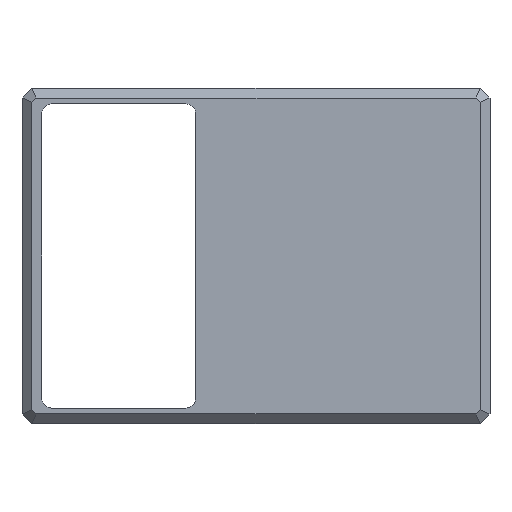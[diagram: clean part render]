
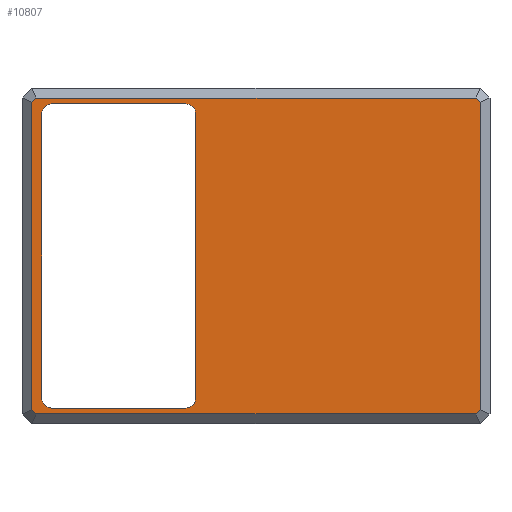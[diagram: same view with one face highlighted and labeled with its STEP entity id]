
A CAD part, front view. The second image highlights one B-rep face of the part: STEP entity #10807.
In plain terms, the highlighted planar face has unit normal (0, -1, 0).
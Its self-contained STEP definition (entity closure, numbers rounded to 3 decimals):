
#82 = DIRECTION ( 'NONE',  ( 0., 1., 0. ) ) ;
#231 = VERTEX_POINT ( 'NONE', #13660 ) ;
#315 = DIRECTION ( 'NONE',  ( -1., 0., 0. ) ) ;
#465 = LINE ( 'NONE', #11062, #1771 ) ;
#502 = VERTEX_POINT ( 'NONE', #6470 ) ;
#508 = VERTEX_POINT ( 'NONE', #17178 ) ;
#680 = DIRECTION ( 'NONE',  ( 0., 0., 1. ) ) ;
#745 = CARTESIAN_POINT ( 'NONE',  ( -113.5, 0., -77.929 ) ) ;
#794 = VERTEX_POINT ( 'NONE', #3202 ) ;
#861 = VERTEX_POINT ( 'NONE', #745 ) ;
#912 = DIRECTION ( 'NONE',  ( 1., 0., 0. ) ) ;
#1188 = DIRECTION ( 'NONE',  ( 0., 0., -1. ) ) ;
#1328 = CIRCLE ( 'NONE', #14297, 5. ) ;
#1471 = CARTESIAN_POINT ( 'NONE',  ( -108.5, 0., 72. ) ) ;
#1623 = CARTESIAN_POINT ( 'NONE',  ( -113.5, 0., 80. ) ) ;
#1648 = DIRECTION ( 'NONE',  ( 0., 0., -1. ) ) ;
#1709 = DIRECTION ( 'NONE',  ( 0.707, 0., -0.707 ) ) ;
#1771 = VECTOR ( 'NONE', #4508, 1000. ) ;
#1945 = CARTESIAN_POINT ( 'NONE',  ( -108.5, 0., 72. ) ) ;
#2019 = ORIENTED_EDGE ( 'NONE', *, *, #14306, .T. ) ;
#2314 = LINE ( 'NONE', #14668, #10683 ) ;
#2587 = CARTESIAN_POINT ( 'NONE',  ( -103.5, 0., -77. ) ) ;
#2594 = DIRECTION ( 'NONE',  ( 0., 0., -1. ) ) ;
#3016 = DIRECTION ( 'NONE',  ( 0., 1., 0. ) ) ;
#3116 = DIRECTION ( 'NONE',  ( 0.707, 0., 0.707 ) ) ;
#3202 = CARTESIAN_POINT ( 'NONE',  ( 111.429, 0., 80. ) ) ;
#3255 = CARTESIAN_POINT ( 'NONE',  ( 111.429, 0., -80. ) ) ;
#3309 = DIRECTION ( 'NONE',  ( 0., 0., 1. ) ) ;
#3484 = LINE ( 'NONE', #15660, #11313 ) ;
#3692 = ORIENTED_EDGE ( 'NONE', *, *, #5710, .T. ) ;
#3906 = LINE ( 'NONE', #13283, #10433 ) ;
#3916 = CARTESIAN_POINT ( 'NONE',  ( -35.5, 0., 77. ) ) ;
#3953 = AXIS2_PLACEMENT_3D ( 'NONE', #11571, #82, #5348 ) ;
#3955 = EDGE_CURVE ( 'NONE', #508, #11092, #4905, .T. ) ;
#4405 = ORIENTED_EDGE ( 'NONE', *, *, #9463, .T. ) ;
#4408 = CIRCLE ( 'NONE', #16822, 5. ) ;
#4412 = VERTEX_POINT ( 'NONE', #2587 ) ;
#4424 = EDGE_CURVE ( 'NONE', #11092, #861, #3906, .T. ) ;
#4508 = DIRECTION ( 'NONE',  ( 1., 0., 0. ) ) ;
#4870 = CARTESIAN_POINT ( 'NONE',  ( -113.5, 0., 77.929 ) ) ;
#4905 = LINE ( 'NONE', #11542, #14368 ) ;
#5232 = AXIS2_PLACEMENT_3D ( 'NONE', #11445, #9960, #3309 ) ;
#5287 = CARTESIAN_POINT ( 'NONE',  ( 113.5, 0., -77.929 ) ) ;
#5311 = VERTEX_POINT ( 'NONE', #10849 ) ;
#5348 = DIRECTION ( 'NONE',  ( 0., 0., -1. ) ) ;
#5697 = LINE ( 'NONE', #1471, #13437 ) ;
#5710 = EDGE_CURVE ( 'NONE', #4412, #5311, #4408, .T. ) ;
#5769 = EDGE_LOOP ( 'NONE', ( #13844, #15736, #12485, #12344, #3692, #4405, #6082, #10278 ) ) ;
#6082 = ORIENTED_EDGE ( 'NONE', *, *, #11449, .T. ) ;
#6347 = CARTESIAN_POINT ( 'NONE',  ( -30.5, 0., 72. ) ) ;
#6470 = CARTESIAN_POINT ( 'NONE',  ( -111.429, 0., -80. ) ) ;
#6547 = EDGE_CURVE ( 'NONE', #15833, #11940, #2314, .T. ) ;
#6644 = ORIENTED_EDGE ( 'NONE', *, *, #10657, .T. ) ;
#6713 = VECTOR ( 'NONE', #3116, 1000. ) ;
#6826 = CARTESIAN_POINT ( 'NONE',  ( -109.964, 0., -81.464 ) ) ;
#6905 = LINE ( 'NONE', #6826, #10099 ) ;
#6918 = VECTOR ( 'NONE', #1648, 1000. ) ;
#6991 = LINE ( 'NONE', #16720, #6713 ) ;
#7024 = CARTESIAN_POINT ( 'NONE',  ( -30.5, 0., 72. ) ) ;
#7424 = EDGE_CURVE ( 'NONE', #861, #502, #6905, .T. ) ;
#7429 = EDGE_CURVE ( 'NONE', #231, #11369, #1328, .T. ) ;
#7795 = PLANE ( 'NONE',  #13251 ) ;
#8174 = DIRECTION ( 'NONE',  ( 0., 0., 1. ) ) ;
#8213 = DIRECTION ( 'NONE',  ( -1., 0., 0. ) ) ;
#8353 = LINE ( 'NONE', #7024, #6918 ) ;
#8407 = EDGE_CURVE ( 'NONE', #11171, #231, #8353, .T. ) ;
#8429 = ORIENTED_EDGE ( 'NONE', *, *, #3955, .T. ) ;
#8535 = VECTOR ( 'NONE', #315, 1000. ) ;
#8543 = EDGE_CURVE ( 'NONE', #11940, #11171, #13699, .T. ) ;
#8772 = LINE ( 'NONE', #1623, #8535 ) ;
#9042 = FACE_BOUND ( 'NONE', #5769, .T. ) ;
#9097 = CARTESIAN_POINT ( 'NONE',  ( -103.5, 0., 77. ) ) ;
#9306 = FACE_OUTER_BOUND ( 'NONE', #13212, .T. ) ;
#9463 = EDGE_CURVE ( 'NONE', #5311, #17294, #5697, .T. ) ;
#9731 = VERTEX_POINT ( 'NONE', #16267 ) ;
#9899 = ORIENTED_EDGE ( 'NONE', *, *, #16984, .T. ) ;
#9960 = DIRECTION ( 'NONE',  ( 0., 1., 0. ) ) ;
#10075 = ORIENTED_EDGE ( 'NONE', *, *, #4424, .T. ) ;
#10099 = VECTOR ( 'NONE', #1709, 1000. ) ;
#10278 = ORIENTED_EDGE ( 'NONE', *, *, #6547, .T. ) ;
#10366 = ORIENTED_EDGE ( 'NONE', *, *, #17318, .T. ) ;
#10372 = DIRECTION ( 'NONE',  ( 0., -1., 0. ) ) ;
#10376 = ORIENTED_EDGE ( 'NONE', *, *, #7424, .T. ) ;
#10433 = VECTOR ( 'NONE', #1188, 1000. ) ;
#10657 = EDGE_CURVE ( 'NONE', #16019, #9731, #3484, .T. ) ;
#10683 = VECTOR ( 'NONE', #912, 1000. ) ;
#10807 = ADVANCED_FACE ( 'NONE', ( #9306, #9042 ), #7795, .T. ) ;
#10849 = CARTESIAN_POINT ( 'NONE',  ( -108.5, 0., -72. ) ) ;
#10905 = CARTESIAN_POINT ( 'NONE',  ( -35.5, 0., -72. ) ) ;
#11062 = CARTESIAN_POINT ( 'NONE',  ( 113.5, 0., -80. ) ) ;
#11092 = VERTEX_POINT ( 'NONE', #4870 ) ;
#11171 = VERTEX_POINT ( 'NONE', #6347 ) ;
#11313 = VECTOR ( 'NONE', #680, 1000. ) ;
#11369 = VERTEX_POINT ( 'NONE', #15443 ) ;
#11370 = VERTEX_POINT ( 'NONE', #3255 ) ;
#11445 = CARTESIAN_POINT ( 'NONE',  ( -35.5, 0., 72. ) ) ;
#11449 = EDGE_CURVE ( 'NONE', #17294, #15833, #12701, .T. ) ;
#11531 = EDGE_CURVE ( 'NONE', #9731, #794, #14389, .T. ) ;
#11542 = CARTESIAN_POINT ( 'NONE',  ( -114.964, 0., 76.464 ) ) ;
#11571 = CARTESIAN_POINT ( 'NONE',  ( -103.5, 0., 72. ) ) ;
#11714 = DIRECTION ( 'NONE',  ( -0.707, 0., -0.707 ) ) ;
#11940 = VERTEX_POINT ( 'NONE', #3916 ) ;
#12344 = ORIENTED_EDGE ( 'NONE', *, *, #13512, .T. ) ;
#12485 = ORIENTED_EDGE ( 'NONE', *, *, #7429, .T. ) ;
#12701 = CIRCLE ( 'NONE', #3953, 5. ) ;
#13212 = EDGE_LOOP ( 'NONE', ( #9899, #8429, #10075, #10376, #10366, #2019, #6644, #13550 ) ) ;
#13251 = AXIS2_PLACEMENT_3D ( 'NONE', #14695, #10372, #2594 ) ;
#13283 = CARTESIAN_POINT ( 'NONE',  ( -113.5, 0., -80. ) ) ;
#13437 = VECTOR ( 'NONE', #8174, 1000. ) ;
#13512 = EDGE_CURVE ( 'NONE', #11369, #4412, #15090, .T. ) ;
#13550 = ORIENTED_EDGE ( 'NONE', *, *, #11531, .T. ) ;
#13660 = CARTESIAN_POINT ( 'NONE',  ( -30.5, 0., -72. ) ) ;
#13699 = CIRCLE ( 'NONE', #5232, 5. ) ;
#13844 = ORIENTED_EDGE ( 'NONE', *, *, #8543, .T. ) ;
#14297 = AXIS2_PLACEMENT_3D ( 'NONE', #10905, #16533, #16276 ) ;
#14306 = EDGE_CURVE ( 'NONE', #11370, #16019, #6991, .T. ) ;
#14368 = VECTOR ( 'NONE', #11714, 1000. ) ;
#14389 = LINE ( 'NONE', #15615, #16346 ) ;
#14668 = CARTESIAN_POINT ( 'NONE',  ( -103.5, 0., 77. ) ) ;
#14695 = CARTESIAN_POINT ( 'NONE',  ( 0., 0., 0. ) ) ;
#15027 = DIRECTION ( 'NONE',  ( 0., 0., -1. ) ) ;
#15090 = LINE ( 'NONE', #16238, #16072 ) ;
#15194 = CARTESIAN_POINT ( 'NONE',  ( -103.5, 0., -72. ) ) ;
#15443 = CARTESIAN_POINT ( 'NONE',  ( -35.5, 0., -77. ) ) ;
#15615 = CARTESIAN_POINT ( 'NONE',  ( 109.964, 0., 81.464 ) ) ;
#15660 = CARTESIAN_POINT ( 'NONE',  ( 113.5, 0., 80. ) ) ;
#15736 = ORIENTED_EDGE ( 'NONE', *, *, #8407, .T. ) ;
#15833 = VERTEX_POINT ( 'NONE', #9097 ) ;
#16019 = VERTEX_POINT ( 'NONE', #5287 ) ;
#16072 = VECTOR ( 'NONE', #8213, 1000. ) ;
#16238 = CARTESIAN_POINT ( 'NONE',  ( -103.5, 0., -77. ) ) ;
#16267 = CARTESIAN_POINT ( 'NONE',  ( 113.5, 0., 77.929 ) ) ;
#16276 = DIRECTION ( 'NONE',  ( 0., 0., -1. ) ) ;
#16346 = VECTOR ( 'NONE', #17033, 1000. ) ;
#16533 = DIRECTION ( 'NONE',  ( 0., 1., 0. ) ) ;
#16720 = CARTESIAN_POINT ( 'NONE',  ( 114.964, 0., -76.464 ) ) ;
#16822 = AXIS2_PLACEMENT_3D ( 'NONE', #15194, #3016, #15027 ) ;
#16984 = EDGE_CURVE ( 'NONE', #794, #508, #8772, .T. ) ;
#17033 = DIRECTION ( 'NONE',  ( -0.707, 0., 0.707 ) ) ;
#17178 = CARTESIAN_POINT ( 'NONE',  ( -111.429, 0., 80. ) ) ;
#17294 = VERTEX_POINT ( 'NONE', #1945 ) ;
#17318 = EDGE_CURVE ( 'NONE', #502, #11370, #465, .T. ) ;
